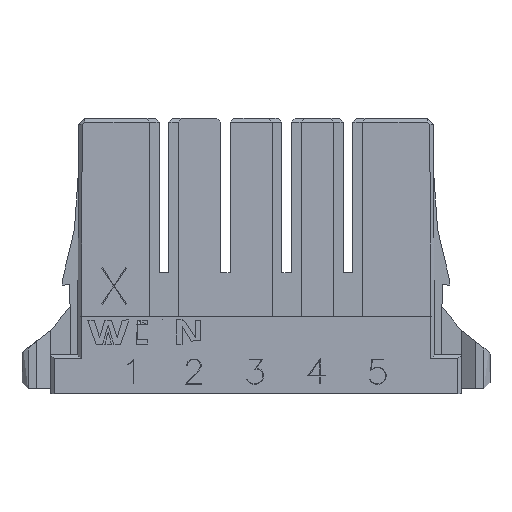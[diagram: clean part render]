
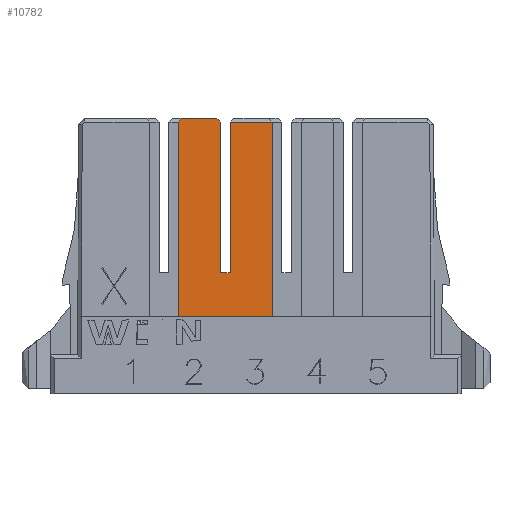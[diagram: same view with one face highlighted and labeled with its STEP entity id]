
A CAD part, front view. The second image highlights one B-rep face of the part: STEP entity #10782.
In plain terms, the highlighted planar face has unit normal (0, -1, 0.004).
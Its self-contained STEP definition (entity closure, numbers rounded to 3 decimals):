
#5560=CARTESIAN_POINT('',(1.34,-3.275,-16.4));
#5561=VERTEX_POINT('',#5560);
#5568=CARTESIAN_POINT('',(-6.42,-3.275,-16.4));
#5569=VERTEX_POINT('',#5568);
#5570=CARTESIAN_POINT('',(1.34,-3.275,-16.4));
#5571=DIRECTION('',(-1.,0.,0.));
#5572=VECTOR('',#5571,7.76);
#5573=LINE('',#5570,#5572);
#5574=EDGE_CURVE('',#5561,#5569,#5573,.T.);
#6473=CARTESIAN_POINT('',(-2.94,-3.262,-12.8));
#6474=VERTEX_POINT('',#6473);
#6530=CARTESIAN_POINT('',(-2.94,-3.219,-0.3));
#6531=VERTEX_POINT('',#6530);
#6538=CARTESIAN_POINT('',(-2.94,-3.219,-0.3));
#6539=DIRECTION('',(0.,-0.003,-1.));
#6540=VECTOR('',#6539,12.5);
#6541=LINE('',#6538,#6540);
#6542=EDGE_CURVE('',#6531,#6474,#6541,.T.);
#6617=CARTESIAN_POINT('',(-2.14,-3.262,-12.8));
#6618=VERTEX_POINT('',#6617);
#6625=CARTESIAN_POINT('',(-2.14,-3.219,-0.3));
#6626=VERTEX_POINT('',#6625);
#6627=CARTESIAN_POINT('',(-2.14,-3.262,-12.8));
#6628=DIRECTION('',(0.,0.003,1.));
#6629=VECTOR('',#6628,12.5);
#6630=LINE('',#6627,#6629);
#6631=EDGE_CURVE('',#6618,#6626,#6630,.T.);
#10712=CARTESIAN_POINT('',(1.34,-3.219,-0.3));
#10713=VERTEX_POINT('',#10712);
#10720=CARTESIAN_POINT('',(1.34,-3.219,-0.3));
#10721=DIRECTION('',(0.,-0.003,-1.));
#10722=VECTOR('',#10721,16.1);
#10723=LINE('',#10720,#10722);
#10724=EDGE_CURVE('',#10713,#5561,#10723,.T.);
#10729=CARTESIAN_POINT('',(-7.623,-3.245,-7.947));
#10730=DIRECTION('',(1.,0.,0.));
#10731=DIRECTION('',(0.,-1.,0.003));
#10732=AXIS2_PLACEMENT_3D('',#10729,#10731,#10730);
#10733=PLANE('',#10732);
#10734=ORIENTED_EDGE('',*,*,#6542,.F.);
#10735=CARTESIAN_POINT('',(-3.24,-3.218,0.));
#10736=VERTEX_POINT('',#10735);
#10737=CARTESIAN_POINT('',(-2.94,-3.219,-0.3));
#10738=DIRECTION('',(-0.707,0.002,0.707));
#10739=VECTOR('',#10738,0.424);
#10740=LINE('',#10737,#10739);
#10741=EDGE_CURVE('',#6531,#10736,#10740,.T.);
#10742=ORIENTED_EDGE('',*,*,#10741,.T.);
#10743=CARTESIAN_POINT('',(-6.12,-3.218,0.));
#10744=VERTEX_POINT('',#10743);
#10745=CARTESIAN_POINT('',(-3.24,-3.218,0.));
#10746=DIRECTION('',(-1.,0.,0.));
#10747=VECTOR('',#10746,2.88);
#10748=LINE('',#10745,#10747);
#10749=EDGE_CURVE('',#10736,#10744,#10748,.T.);
#10750=ORIENTED_EDGE('',*,*,#10749,.T.);
#10751=CARTESIAN_POINT('',(-6.42,-3.219,-0.3));
#10752=VERTEX_POINT('',#10751);
#10753=CARTESIAN_POINT('',(-6.12,-3.218,0.));
#10754=DIRECTION('',(-0.707,-0.002,-0.707));
#10755=VECTOR('',#10754,0.424);
#10756=LINE('',#10753,#10755);
#10757=EDGE_CURVE('',#10744,#10752,#10756,.T.);
#10758=ORIENTED_EDGE('',*,*,#10757,.T.);
#10759=CARTESIAN_POINT('',(-6.42,-3.219,-0.3));
#10760=DIRECTION('',(0.,-0.003,-1.));
#10761=VECTOR('',#10760,16.1);
#10762=LINE('',#10759,#10761);
#10763=EDGE_CURVE('',#10752,#5569,#10762,.T.);
#10764=ORIENTED_EDGE('',*,*,#10763,.T.);
#10765=ORIENTED_EDGE('',*,*,#5574,.F.);
#10766=ORIENTED_EDGE('',*,*,#10724,.F.);
#10767=CARTESIAN_POINT('',(1.34,-3.219,-0.3));
#10768=DIRECTION('',(-1.,0.,0.));
#10769=VECTOR('',#10768,3.48);
#10770=LINE('',#10767,#10769);
#10771=EDGE_CURVE('',#10713,#6626,#10770,.T.);
#10772=ORIENTED_EDGE('',*,*,#10771,.T.);
#10773=ORIENTED_EDGE('',*,*,#6631,.F.);
#10774=CARTESIAN_POINT('',(-2.14,-3.262,-12.8));
#10775=DIRECTION('',(-1.,0.,0.));
#10776=VECTOR('',#10775,0.8);
#10777=LINE('',#10774,#10776);
#10778=EDGE_CURVE('',#6618,#6474,#10777,.T.);
#10779=ORIENTED_EDGE('',*,*,#10778,.T.);
#10780=EDGE_LOOP('',(#10734,#10742,#10750,#10758,#10764,#10765,#10766,#10772,#10773,#10779));
#10781=FACE_OUTER_BOUND('',#10780,.T.);
#10782=ADVANCED_FACE('',(#10781),#10733,.T.);
